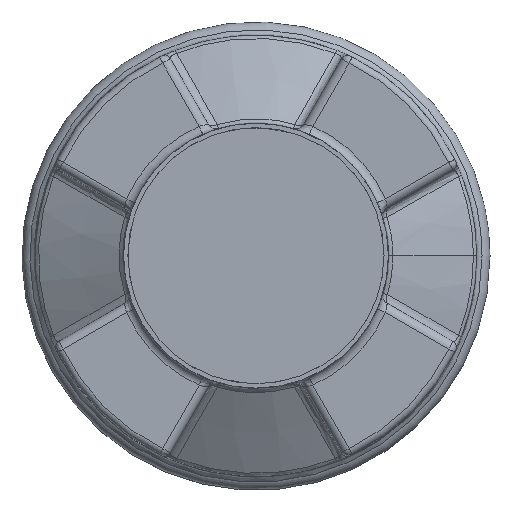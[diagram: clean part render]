
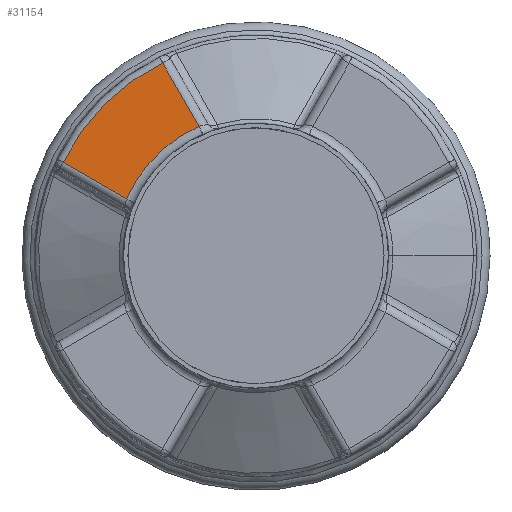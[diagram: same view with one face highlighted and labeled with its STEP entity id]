
A CAD part, top view. The second image highlights one B-rep face of the part: STEP entity #31154.
In plain terms, the highlighted planar face has unit normal (0, 0, 1).
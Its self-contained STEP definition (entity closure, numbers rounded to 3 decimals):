
#15529 = TOROIDAL_SURFACE('',#15530,485.,15.);
#15530 = AXIS2_PLACEMENT_3D('',#15531,#15532,#15533);
#15531 = CARTESIAN_POINT('',(0.,0.,935.));
#15532 = DIRECTION('',(0.,0.,1.));
#15533 = DIRECTION('',(-0.438,0.899,
    0.));
#20464 = TOROIDAL_SURFACE('',#20465,320.,20.);
#20465 = AXIS2_PLACEMENT_3D('',#20466,#20467,#20468);
#20466 = CARTESIAN_POINT('',(0.,0.,970.));
#20467 = DIRECTION('',(0.,0.,-1.));
#20468 = DIRECTION('',(-0.395,0.919,
    0.));
#24329 = VERTEX_POINT('',#24330);
#24330 = CARTESIAN_POINT('',(-211.393,436.507,
    950.));
#24369 = CYLINDRICAL_SURFACE('',#24370,20.);
#24370 = AXIS2_PLACEMENT_3D('',#24371,#24372,#24373);
#24371 = CARTESIAN_POINT('',(-116.973,272.965,930.));
#24372 = DIRECTION('',(-0.5,0.866,0.));
#24373 = DIRECTION('',(0.866,0.5,0.));
#24907 = VERTEX_POINT('',#24908);
#24908 = CARTESIAN_POINT('',(-436.507,211.393,950.));
#24939 = EDGE_CURVE('',#24329,#24907,#24940,.T.);
#24940 = SURFACE_CURVE('',#24941,(#24946,#24953),.PCURVE_S1.);
#24941 = CIRCLE('',#24942,485.);
#24942 = AXIS2_PLACEMENT_3D('',#24943,#24944,#24945);
#24943 = CARTESIAN_POINT('',(0.,0.,950.));
#24944 = DIRECTION('',(0.,0.,1.));
#24945 = DIRECTION('',(-0.438,0.899,
    0.));
#24946 = PCURVE('',#15529,#24947);
#24947 = DEFINITIONAL_REPRESENTATION('',(#24948),#24952);
#24948 = LINE('',#24949,#24950);
#24949 = CARTESIAN_POINT('',(0.,1.571));
#24950 = VECTOR('',#24951,1.);
#24951 = DIRECTION('',(1.,0.));
#24952 = ( GEOMETRIC_REPRESENTATION_CONTEXT(2) 
PARAMETRIC_REPRESENTATION_CONTEXT() REPRESENTATION_CONTEXT('2D SPACE',''
  ) );
#24953 = PCURVE('',#24954,#24959);
#24954 = PLANE('',#24955);
#24955 = AXIS2_PLACEMENT_3D('',#24956,#24957,#24958);
#24956 = CARTESIAN_POINT('',(-241.037,241.037,950.));
#24957 = DIRECTION('',(0.,0.,1.));
#24958 = DIRECTION('',(0.,1.,0.));
#24959 = DEFINITIONAL_REPRESENTATION('',(#24960),#24964);
#24960 = CIRCLE('',#24961,485.);
#24961 = AXIS2_PLACEMENT_2D('',#24962,#24963);
#24962 = CARTESIAN_POINT('',(-241.037,-241.037));
#24963 = DIRECTION('',(0.899,0.438));
#24964 = ( GEOMETRIC_REPRESENTATION_CONTEXT(2) 
PARAMETRIC_REPRESENTATION_CONTEXT() REPRESENTATION_CONTEXT('2D SPACE',''
  ) );
#25072 = CYLINDRICAL_SURFACE('',#25073,20.);
#25073 = AXIS2_PLACEMENT_3D('',#25074,#25075,#25076);
#25074 = CARTESIAN_POINT('',(-447.958,218.005,930.));
#25075 = DIRECTION('',(0.866,-0.5,0.));
#25076 = DIRECTION('',(0.,0.,1.));
#27533 = VERTEX_POINT('',#27534);
#27534 = CARTESIAN_POINT('',(-128.562,293.039,950.));
#27930 = EDGE_CURVE('',#27533,#27931,#27933,.T.);
#27931 = VERTEX_POINT('',#27932);
#27932 = CARTESIAN_POINT('',(-293.039,128.562,950.));
#27933 = SURFACE_CURVE('',#27934,(#27939,#27946),.PCURVE_S1.);
#27934 = CIRCLE('',#27935,320.);
#27935 = AXIS2_PLACEMENT_3D('',#27936,#27937,#27938);
#27936 = CARTESIAN_POINT('',(0.,0.,950.));
#27937 = DIRECTION('',(0.,0.,1.));
#27938 = DIRECTION('',(-0.395,0.919,
    0.));
#27939 = PCURVE('',#20464,#27940);
#27940 = DEFINITIONAL_REPRESENTATION('',(#27941),#27945);
#27941 = LINE('',#27942,#27943);
#27942 = CARTESIAN_POINT('',(0.,1.571));
#27943 = VECTOR('',#27944,1.);
#27944 = DIRECTION('',(-1.,0.));
#27945 = ( GEOMETRIC_REPRESENTATION_CONTEXT(2) 
PARAMETRIC_REPRESENTATION_CONTEXT() REPRESENTATION_CONTEXT('2D SPACE',''
  ) );
#27946 = PCURVE('',#24954,#27947);
#27947 = DEFINITIONAL_REPRESENTATION('',(#27948),#27952);
#27948 = CIRCLE('',#27949,320.);
#27949 = AXIS2_PLACEMENT_2D('',#27950,#27951);
#27950 = CARTESIAN_POINT('',(-241.037,-241.037));
#27951 = DIRECTION('',(0.919,0.395));
#27952 = ( GEOMETRIC_REPRESENTATION_CONTEXT(2) 
PARAMETRIC_REPRESENTATION_CONTEXT() REPRESENTATION_CONTEXT('2D SPACE',''
  ) );
#30981 = EDGE_CURVE('',#27533,#24329,#30982,.T.);
#30982 = SURFACE_CURVE('',#30983,(#30987,#30994),.PCURVE_S1.);
#30983 = LINE('',#30984,#30985);
#30984 = CARTESIAN_POINT('',(-116.973,272.965,950.));
#30985 = VECTOR('',#30986,1.);
#30986 = DIRECTION('',(-0.5,0.866,0.));
#30987 = PCURVE('',#24369,#30988);
#30988 = DEFINITIONAL_REPRESENTATION('',(#30989),#30993);
#30989 = LINE('',#30990,#30991);
#30990 = CARTESIAN_POINT('',(-1.571,0.));
#30991 = VECTOR('',#30992,1.);
#30992 = DIRECTION('',(0.,1.));
#30993 = ( GEOMETRIC_REPRESENTATION_CONTEXT(2) 
PARAMETRIC_REPRESENTATION_CONTEXT() REPRESENTATION_CONTEXT('2D SPACE',''
  ) );
#30994 = PCURVE('',#24954,#30995);
#30995 = DEFINITIONAL_REPRESENTATION('',(#30996),#31000);
#30996 = LINE('',#30997,#30998);
#30997 = CARTESIAN_POINT('',(31.929,-124.064));
#30998 = VECTOR('',#30999,1.);
#30999 = DIRECTION('',(0.866,0.5));
#31000 = ( GEOMETRIC_REPRESENTATION_CONTEXT(2) 
PARAMETRIC_REPRESENTATION_CONTEXT() REPRESENTATION_CONTEXT('2D SPACE',''
  ) );
#31154 = ADVANCED_FACE('',(#31155),#24954,.T.);
#31155 = FACE_BOUND('',#31156,.T.);
#31156 = EDGE_LOOP('',(#31157,#31158,#31159,#31180));
#31157 = ORIENTED_EDGE('',*,*,#30981,.T.);
#31158 = ORIENTED_EDGE('',*,*,#24939,.T.);
#31159 = ORIENTED_EDGE('',*,*,#31160,.T.);
#31160 = EDGE_CURVE('',#24907,#27931,#31161,.T.);
#31161 = SURFACE_CURVE('',#31162,(#31166,#31173),.PCURVE_S1.);
#31162 = LINE('',#31163,#31164);
#31163 = CARTESIAN_POINT('',(-447.958,218.005,950.));
#31164 = VECTOR('',#31165,1.);
#31165 = DIRECTION('',(0.866,-0.5,0.));
#31166 = PCURVE('',#24954,#31167);
#31167 = DEFINITIONAL_REPRESENTATION('',(#31168),#31172);
#31168 = LINE('',#31169,#31170);
#31169 = CARTESIAN_POINT('',(-23.032,206.922));
#31170 = VECTOR('',#31171,1.);
#31171 = DIRECTION('',(-0.5,-0.866));
#31172 = ( GEOMETRIC_REPRESENTATION_CONTEXT(2) 
PARAMETRIC_REPRESENTATION_CONTEXT() REPRESENTATION_CONTEXT('2D SPACE',''
  ) );
#31173 = PCURVE('',#25072,#31174);
#31174 = DEFINITIONAL_REPRESENTATION('',(#31175),#31179);
#31175 = LINE('',#31176,#31177);
#31176 = CARTESIAN_POINT('',(0.,0.));
#31177 = VECTOR('',#31178,1.);
#31178 = DIRECTION('',(0.,1.));
#31179 = ( GEOMETRIC_REPRESENTATION_CONTEXT(2) 
PARAMETRIC_REPRESENTATION_CONTEXT() REPRESENTATION_CONTEXT('2D SPACE',''
  ) );
#31180 = ORIENTED_EDGE('',*,*,#27930,.F.);
